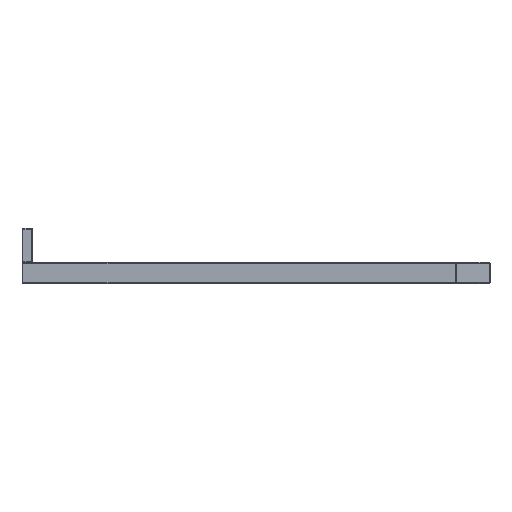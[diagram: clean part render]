
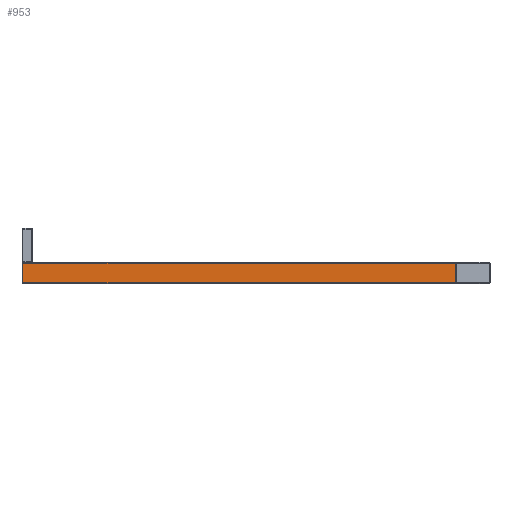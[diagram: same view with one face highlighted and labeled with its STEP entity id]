
A CAD part, left-side view. The second image highlights one B-rep face of the part: STEP entity #953.
In plain terms, the highlighted planar face has unit normal (-1, 0, 0).
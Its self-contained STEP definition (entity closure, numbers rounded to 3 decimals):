
#30 = VECTOR ( 'NONE', #1548, 1000. ) ;
#153 = DIRECTION ( 'NONE',  ( 0., -1., 0. ) ) ;
#164 = CARTESIAN_POINT ( 'NONE',  ( -650., 260., 1. ) ) ;
#186 = CARTESIAN_POINT ( 'NONE',  ( -650., 259., 25. ) ) ;
#256 = CARTESIAN_POINT ( 'NONE',  ( -650., 260., 24. ) ) ;
#376 = DIRECTION ( 'NONE',  ( 0., 0., -1. ) ) ;
#466 = DIRECTION ( 'NONE',  ( 0., 0., -1. ) ) ;
#502 = CARTESIAN_POINT ( 'NONE',  ( -650., -249.586, 1. ) ) ;
#544 = EDGE_CURVE ( 'NONE', #2242, #1523, #2405, .T. ) ;
#601 = LINE ( 'NONE', #186, #2123 ) ;
#764 = VECTOR ( 'NONE', #153, 1000. ) ;
#953 = ADVANCED_FACE ( 'NONE', ( #2966 ), #2984, .F. ) ;
#1097 = VERTEX_POINT ( 'NONE', #1116 ) ;
#1098 = EDGE_CURVE ( 'NONE', #1523, #1097, #2778, .T. ) ;
#1116 = CARTESIAN_POINT ( 'NONE',  ( -650., -249.586, 24. ) ) ;
#1131 = CARTESIAN_POINT ( 'NONE',  ( -650., -249.586, 25. ) ) ;
#1156 = ORIENTED_EDGE ( 'NONE', *, *, #2732, .T. ) ;
#1523 = VERTEX_POINT ( 'NONE', #502 ) ;
#1548 = DIRECTION ( 'NONE',  ( 0., 0., 1. ) ) ;
#1777 = EDGE_CURVE ( 'NONE', #1791, #2242, #601, .T. ) ;
#1791 = VERTEX_POINT ( 'NONE', #2543 ) ;
#1816 = AXIS2_PLACEMENT_3D ( 'NONE', #2417, #2183, #466 ) ;
#2123 = VECTOR ( 'NONE', #376, 1000. ) ;
#2130 = CARTESIAN_POINT ( 'NONE',  ( -650., 259., 1. ) ) ;
#2183 = DIRECTION ( 'NONE',  ( 1., 0., 0. ) ) ;
#2212 = VECTOR ( 'NONE', #2467, 1000. ) ;
#2242 = VERTEX_POINT ( 'NONE', #2130 ) ;
#2342 = ORIENTED_EDGE ( 'NONE', *, *, #544, .T. ) ;
#2405 = LINE ( 'NONE', #164, #764 ) ;
#2417 = CARTESIAN_POINT ( 'NONE',  ( -650., 260., 25. ) ) ;
#2467 = DIRECTION ( 'NONE',  ( 0., 1., 0. ) ) ;
#2473 = ORIENTED_EDGE ( 'NONE', *, *, #1098, .T. ) ;
#2543 = CARTESIAN_POINT ( 'NONE',  ( -650., 259., 24. ) ) ;
#2732 = EDGE_CURVE ( 'NONE', #1097, #1791, #2919, .T. ) ;
#2778 = LINE ( 'NONE', #1131, #30 ) ;
#2806 = ORIENTED_EDGE ( 'NONE', *, *, #1777, .T. ) ;
#2919 = LINE ( 'NONE', #256, #2212 ) ;
#2966 = FACE_OUTER_BOUND ( 'NONE', #3120, .T. ) ;
#2984 = PLANE ( 'NONE',  #1816 ) ;
#3120 = EDGE_LOOP ( 'NONE', ( #2473, #1156, #2806, #2342 ) ) ;
